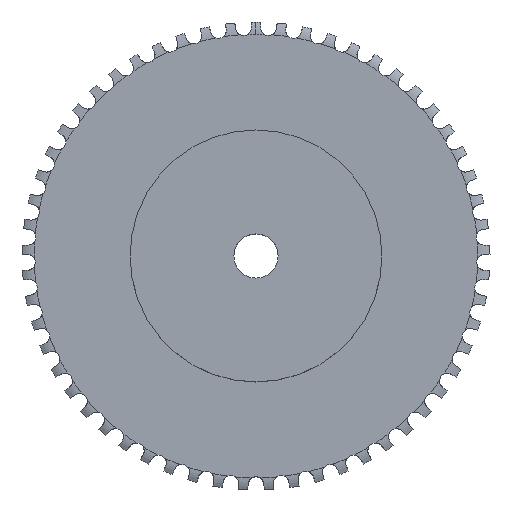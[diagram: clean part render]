
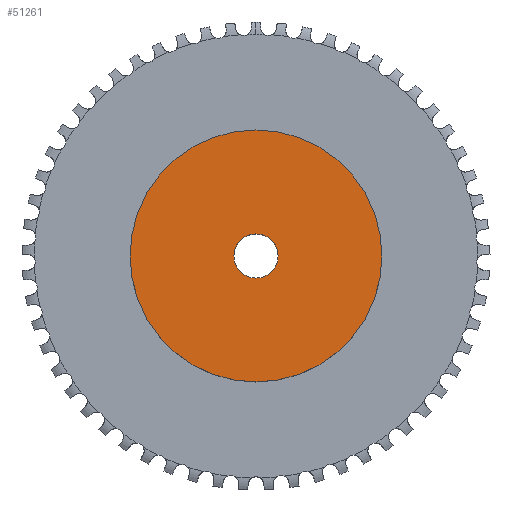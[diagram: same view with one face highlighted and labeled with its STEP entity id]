
A CAD part, top view. The second image highlights one B-rep face of the part: STEP entity #51261.
In plain terms, the highlighted planar face has unit normal (0, 0, 1).
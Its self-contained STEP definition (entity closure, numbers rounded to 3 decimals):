
#14365 = CYLINDRICAL_SURFACE('',#14366,40.);
#14366 = AXIS2_PLACEMENT_3D('',#14367,#14368,#14369);
#14367 = CARTESIAN_POINT('',(0.,0.,0.));
#14368 = DIRECTION('',(-0.,-0.,-1.));
#14369 = DIRECTION('',(1.,0.,0.));
#41233 = CYLINDRICAL_SURFACE('',#41234,7.);
#41234 = AXIS2_PLACEMENT_3D('',#41235,#41236,#41237);
#41235 = CARTESIAN_POINT('',(0.,0.,213.176));
#41236 = DIRECTION('',(0.,0.,1.));
#41237 = DIRECTION('',(1.,0.,-0.));
#47746 = VERTEX_POINT('',#47747);
#47747 = CARTESIAN_POINT('',(40.,0.,20.));
#47768 = EDGE_CURVE('',#47746,#47746,#47769,.T.);
#47769 = SURFACE_CURVE('',#47770,(#47775,#47782),.PCURVE_S1.);
#47770 = CIRCLE('',#47771,40.);
#47771 = AXIS2_PLACEMENT_3D('',#47772,#47773,#47774);
#47772 = CARTESIAN_POINT('',(0.,0.,20.));
#47773 = DIRECTION('',(0.,0.,1.));
#47774 = DIRECTION('',(1.,0.,0.));
#47775 = PCURVE('',#14365,#47776);
#47776 = DEFINITIONAL_REPRESENTATION('',(#47777),#47781);
#47777 = LINE('',#47778,#47779);
#47778 = CARTESIAN_POINT('',(-0.,-20.));
#47779 = VECTOR('',#47780,1.);
#47780 = DIRECTION('',(-1.,0.));
#47781 = ( GEOMETRIC_REPRESENTATION_CONTEXT(2) 
PARAMETRIC_REPRESENTATION_CONTEXT() REPRESENTATION_CONTEXT('2D SPACE',''
  ) );
#47782 = PCURVE('',#47783,#47788);
#47783 = PLANE('',#47784);
#47784 = AXIS2_PLACEMENT_3D('',#47785,#47786,#47787);
#47785 = CARTESIAN_POINT('',(0.,0.,20.));
#47786 = DIRECTION('',(-0.,0.,1.));
#47787 = DIRECTION('',(0.,-1.,0.));
#47788 = DEFINITIONAL_REPRESENTATION('',(#47789),#47793);
#47789 = CIRCLE('',#47790,40.);
#47790 = AXIS2_PLACEMENT_2D('',#47791,#47792);
#47791 = CARTESIAN_POINT('',(0.,0.));
#47792 = DIRECTION('',(0.,1.));
#47793 = ( GEOMETRIC_REPRESENTATION_CONTEXT(2) 
PARAMETRIC_REPRESENTATION_CONTEXT() REPRESENTATION_CONTEXT('2D SPACE',''
  ) );
#51215 = EDGE_CURVE('',#51216,#51216,#51218,.T.);
#51216 = VERTEX_POINT('',#51217);
#51217 = CARTESIAN_POINT('',(7.,0.,20.));
#51218 = SURFACE_CURVE('',#51219,(#51224,#51231),.PCURVE_S1.);
#51219 = CIRCLE('',#51220,7.);
#51220 = AXIS2_PLACEMENT_3D('',#51221,#51222,#51223);
#51221 = CARTESIAN_POINT('',(0.,0.,20.));
#51222 = DIRECTION('',(0.,0.,1.));
#51223 = DIRECTION('',(1.,0.,-0.));
#51224 = PCURVE('',#41233,#51225);
#51225 = DEFINITIONAL_REPRESENTATION('',(#51226),#51230);
#51226 = LINE('',#51227,#51228);
#51227 = CARTESIAN_POINT('',(0.,-193.176));
#51228 = VECTOR('',#51229,1.);
#51229 = DIRECTION('',(1.,0.));
#51230 = ( GEOMETRIC_REPRESENTATION_CONTEXT(2) 
PARAMETRIC_REPRESENTATION_CONTEXT() REPRESENTATION_CONTEXT('2D SPACE',''
  ) );
#51231 = PCURVE('',#47783,#51232);
#51232 = DEFINITIONAL_REPRESENTATION('',(#51233),#51237);
#51233 = CIRCLE('',#51234,7.);
#51234 = AXIS2_PLACEMENT_2D('',#51235,#51236);
#51235 = CARTESIAN_POINT('',(0.,0.));
#51236 = DIRECTION('',(0.,1.));
#51237 = ( GEOMETRIC_REPRESENTATION_CONTEXT(2) 
PARAMETRIC_REPRESENTATION_CONTEXT() REPRESENTATION_CONTEXT('2D SPACE',''
  ) );
#51261 = ADVANCED_FACE('',(#51262,#51265),#47783,.T.);
#51262 = FACE_BOUND('',#51263,.T.);
#51263 = EDGE_LOOP('',(#51264));
#51264 = ORIENTED_EDGE('',*,*,#47768,.T.);
#51265 = FACE_BOUND('',#51266,.T.);
#51266 = EDGE_LOOP('',(#51267));
#51267 = ORIENTED_EDGE('',*,*,#51215,.F.);
